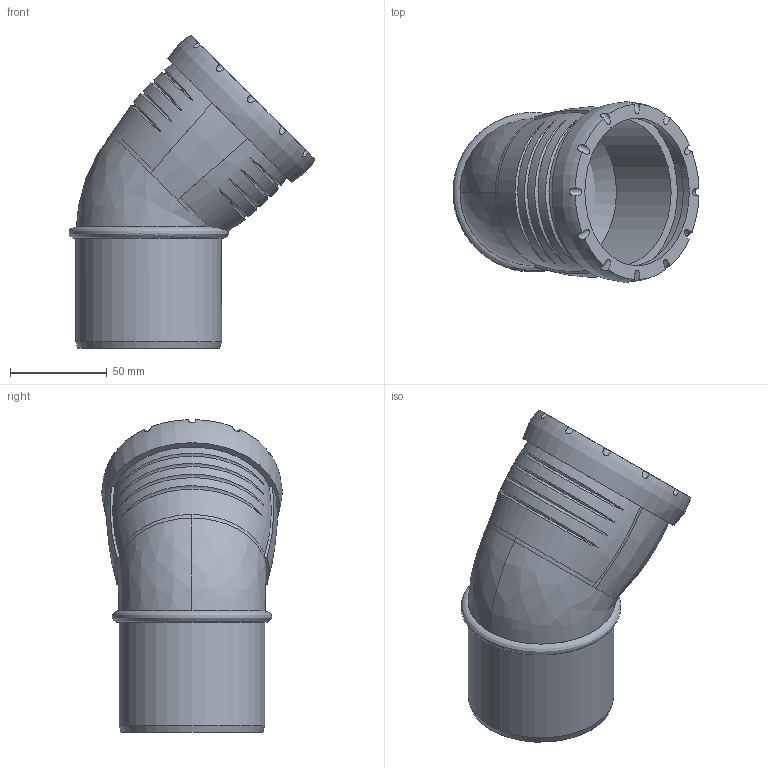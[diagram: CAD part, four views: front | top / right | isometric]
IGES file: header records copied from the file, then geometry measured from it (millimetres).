
Global section: file name: 393322; native system: Autodesk Inventor 2014; preprocessor: unknown; author: seihe2; date: 20170214.100711; units: millimetre
Bounding box: 126.86 x 92.98 x 161.34 mm (x, y, z)
Volume: 270651.9 mm3; surface area: 84789.3 mm2
Topology: 2 solids, 2 shells, 56 faces, 146 edges, 105 vertices
Faces by surface type: revolution 37, bspline 9, plane 8, cylinder 1, cone 1
Full cylindrical faces by diameter (mm): 75.2 x1
